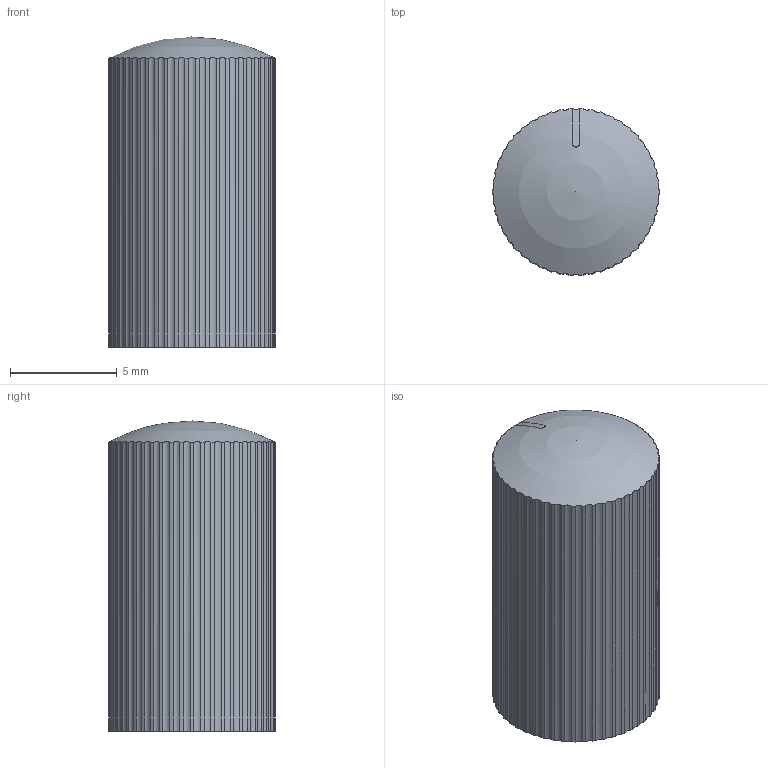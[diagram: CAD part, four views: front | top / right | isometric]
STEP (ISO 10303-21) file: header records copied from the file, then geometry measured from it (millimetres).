
FILE_DESCRIPTION((' '),'2;1');
FILE_NAME( 'TAL Trimmer Toppers light dark grey.stp', '2022-08-30T20:45:25', (' '), ('--- Datakit www.datakit.com---'), ' Datakit CrossCadWare V2022.3 Jun 15 2022', 'DATAKIT 2022 (c)', ' ');
FILE_SCHEMA(('AP242_MANAGED_MODEL_BASED_3D_ENGINEERING_MIM_LF { 1 0 10303 442 1 1 4 }'));
Length unit declared in the file: millimetre
Products named in the file (1): TAL Trimmer Toppers light dark grey
Bounding box: 7.8 x 7.79 x 14.5 mm (x, y, z)
Volume: 379.4 mm3; surface area: 629.1 mm2
Topology: 1 solids, 1 shells, 105 faces, 309 edges, 206 vertices
Faces by surface type: cylinder 101, sphere 2, plane 2
Full cylindrical faces by diameter (mm): 6 x1
Entity records: 4058 total; most frequent: CARTESIAN_POINT 1086, DIRECTION 620, ORIENTED_EDGE 610, EDGE_CURVE 305, AXIS2_PLACEMENT_3D 260, VERTEX_POINT 204, CIRCLE 154, EDGE_LOOP 107
